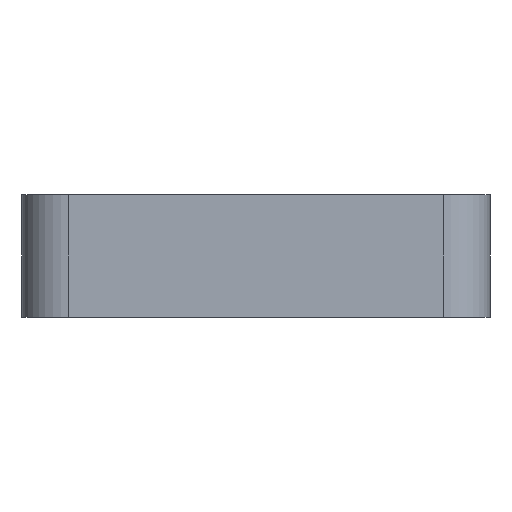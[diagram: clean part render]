
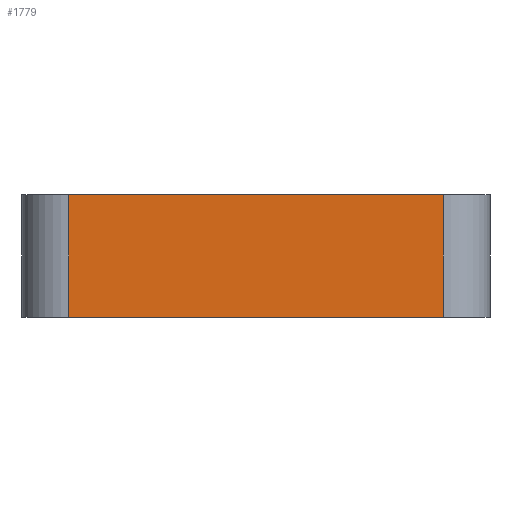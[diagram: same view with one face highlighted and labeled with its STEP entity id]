
A CAD part, left-side view. The second image highlights one B-rep face of the part: STEP entity #1779.
In plain terms, the highlighted planar face has unit normal (-1, 0, 0).
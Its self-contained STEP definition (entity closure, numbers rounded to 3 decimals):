
#32=PLANE('',#1961);
#223=FACE_OUTER_BOUND('',#337,.T.);
#337=EDGE_LOOP('',(#1538,#1539,#1540,#1541));
#437=LINE('',#9072,#556);
#453=LINE('',#9125,#572);
#458=LINE('',#9139,#577);
#468=LINE('',#9157,#587);
#556=VECTOR('',#2284,1500.);
#572=VECTOR('',#2340,1500.);
#577=VECTOR('',#2353,1500.);
#587=VECTOR('',#2375,1500.);
#838=VERTEX_POINT('',#9069);
#839=VERTEX_POINT('',#9071);
#854=VERTEX_POINT('',#9121);
#856=VERTEX_POINT('',#9124);
#1067=EDGE_CURVE('',#838,#839,#437,.T.);
#1091=EDGE_CURVE('',#856,#854,#453,.T.);
#1099=EDGE_CURVE('',#839,#854,#458,.T.);
#1109=EDGE_CURVE('',#838,#856,#468,.T.);
#1538=ORIENTED_EDGE('',*,*,#1091,.T.);
#1539=ORIENTED_EDGE('',*,*,#1099,.F.);
#1540=ORIENTED_EDGE('',*,*,#1067,.F.);
#1541=ORIENTED_EDGE('',*,*,#1109,.T.);
#1779=ADVANCED_FACE('',(#223),#32,.F.);
#1961=AXIS2_PLACEMENT_3D('',#9158,#2376,#2377);
#2284=DIRECTION('',(0.,-1.,0.));
#2340=DIRECTION('',(0.,-1.,0.));
#2353=DIRECTION('',(0.,0.,-1.));
#2375=DIRECTION('',(0.,0.,-1.));
#2376=DIRECTION('center_axis',(1.,0.,0.));
#2377=DIRECTION('ref_axis',(0.,0.,-1.));
#9069=CARTESIAN_POINT('',(-34.962,23.385,5.875));
#9071=CARTESIAN_POINT('',(-34.962,-24.615,5.875));
#9072=CARTESIAN_POINT('',(-34.962,23.385,5.875));
#9121=CARTESIAN_POINT('',(-34.962,-24.615,-9.875));
#9124=CARTESIAN_POINT('',(-34.962,23.385,-9.875));
#9125=CARTESIAN_POINT('',(-34.962,23.385,-9.875));
#9139=CARTESIAN_POINT('',(-34.962,-24.615,5.875));
#9157=CARTESIAN_POINT('',(-34.962,23.385,5.875));
#9158=CARTESIAN_POINT('Origin',(-34.962,23.385,5.875));
